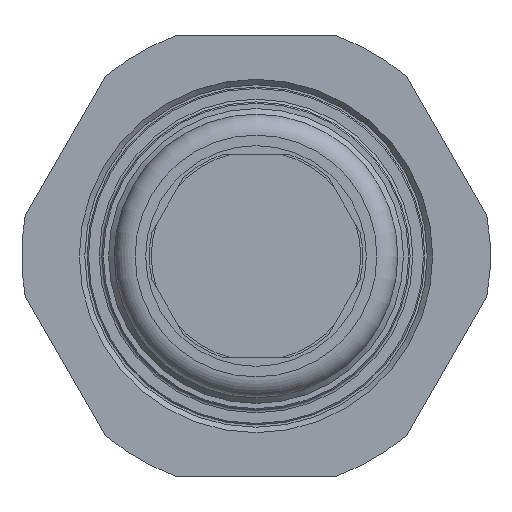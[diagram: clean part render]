
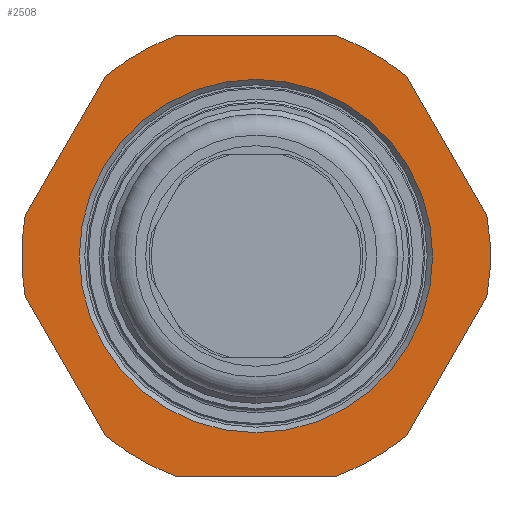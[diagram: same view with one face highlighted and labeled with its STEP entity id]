
A CAD part, front view. The second image highlights one B-rep face of the part: STEP entity #2508.
In plain terms, the highlighted planar face has unit normal (0, -1, 0).
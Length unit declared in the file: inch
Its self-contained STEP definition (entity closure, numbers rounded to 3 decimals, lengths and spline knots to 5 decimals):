
#53=FACE_BOUND('',#762,.T.);
#236=LINE('',#4244,#399);
#237=LINE('',#4248,#400);
#238=LINE('',#4252,#401);
#239=LINE('',#4256,#402);
#240=LINE('',#4260,#403);
#241=LINE('',#4263,#404);
#399=VECTOR('',#3533,0.3937);
#400=VECTOR('',#3536,0.3937);
#401=VECTOR('',#3539,0.3937);
#402=VECTOR('',#3542,0.3937);
#403=VECTOR('',#3545,0.3937);
#404=VECTOR('',#3548,0.3937);
#585=FACE_OUTER_BOUND('',#761,.T.);
#761=EDGE_LOOP('',(#2015,#2016,#2017,#2018,#2019,#2020,#2021,#2022,#2023,
#2024,#2025,#2026));
#762=EDGE_LOOP('',(#2027));
#939=CIRCLE('',#2826,1.3075);
#942=CIRCLE('',#2831,1.735);
#943=CIRCLE('',#2832,1.735);
#944=CIRCLE('',#2833,1.735);
#945=CIRCLE('',#2834,1.735);
#946=CIRCLE('',#2835,1.735);
#947=CIRCLE('',#2836,1.735);
#1133=VERTEX_POINT('',#4230);
#1136=VERTEX_POINT('',#4240);
#1137=VERTEX_POINT('',#4241);
#1138=VERTEX_POINT('',#4243);
#1139=VERTEX_POINT('',#4245);
#1140=VERTEX_POINT('',#4247);
#1141=VERTEX_POINT('',#4249);
#1142=VERTEX_POINT('',#4251);
#1143=VERTEX_POINT('',#4253);
#1144=VERTEX_POINT('',#4255);
#1145=VERTEX_POINT('',#4257);
#1146=VERTEX_POINT('',#4259);
#1147=VERTEX_POINT('',#4261);
#1434=EDGE_CURVE('',#1133,#1133,#939,.T.);
#1439=EDGE_CURVE('',#1136,#1137,#942,.T.);
#1440=EDGE_CURVE('',#1137,#1138,#236,.T.);
#1441=EDGE_CURVE('',#1138,#1139,#943,.T.);
#1442=EDGE_CURVE('',#1139,#1140,#237,.T.);
#1443=EDGE_CURVE('',#1140,#1141,#944,.T.);
#1444=EDGE_CURVE('',#1141,#1142,#238,.T.);
#1445=EDGE_CURVE('',#1142,#1143,#945,.T.);
#1446=EDGE_CURVE('',#1143,#1144,#239,.T.);
#1447=EDGE_CURVE('',#1144,#1145,#946,.T.);
#1448=EDGE_CURVE('',#1145,#1146,#240,.T.);
#1449=EDGE_CURVE('',#1146,#1147,#947,.T.);
#1450=EDGE_CURVE('',#1147,#1136,#241,.T.);
#2015=ORIENTED_EDGE('',*,*,#1439,.T.);
#2016=ORIENTED_EDGE('',*,*,#1440,.T.);
#2017=ORIENTED_EDGE('',*,*,#1441,.T.);
#2018=ORIENTED_EDGE('',*,*,#1442,.T.);
#2019=ORIENTED_EDGE('',*,*,#1443,.T.);
#2020=ORIENTED_EDGE('',*,*,#1444,.T.);
#2021=ORIENTED_EDGE('',*,*,#1445,.T.);
#2022=ORIENTED_EDGE('',*,*,#1446,.T.);
#2023=ORIENTED_EDGE('',*,*,#1447,.T.);
#2024=ORIENTED_EDGE('',*,*,#1448,.T.);
#2025=ORIENTED_EDGE('',*,*,#1449,.T.);
#2026=ORIENTED_EDGE('',*,*,#1450,.T.);
#2027=ORIENTED_EDGE('',*,*,#1434,.F.);
#2215=PLANE('',#2830);
#2508=ADVANCED_FACE('',(#585,#53),#2215,.T.);
#2826=AXIS2_PLACEMENT_3D('',#4231,#3519,#3520);
#2830=AXIS2_PLACEMENT_3D('',#4239,#3529,#3530);
#2831=AXIS2_PLACEMENT_3D('',#4242,#3531,#3532);
#2832=AXIS2_PLACEMENT_3D('',#4246,#3534,#3535);
#2833=AXIS2_PLACEMENT_3D('',#4250,#3537,#3538);
#2834=AXIS2_PLACEMENT_3D('',#4254,#3540,#3541);
#2835=AXIS2_PLACEMENT_3D('',#4258,#3543,#3544);
#2836=AXIS2_PLACEMENT_3D('',#4262,#3546,#3547);
#3519=DIRECTION('center_axis',(0.,-1.,0.));
#3520=DIRECTION('ref_axis',(-1.,0.,0.));
#3529=DIRECTION('center_axis',(0.,-1.,0.));
#3530=DIRECTION('ref_axis',(1.,0.,0.));
#3531=DIRECTION('center_axis',(0.,-1.,0.));
#3532=DIRECTION('ref_axis',(-1.,0.,0.));
#3533=DIRECTION('',(0.5,0.,0.866));
#3534=DIRECTION('center_axis',(0.,-1.,0.));
#3535=DIRECTION('ref_axis',(-1.,0.,0.));
#3536=DIRECTION('',(-0.5,0.,0.866));
#3537=DIRECTION('center_axis',(0.,-1.,0.));
#3538=DIRECTION('ref_axis',(-1.,0.,0.));
#3539=DIRECTION('',(-1.,0.,0.));
#3540=DIRECTION('center_axis',(0.,-1.,0.));
#3541=DIRECTION('ref_axis',(-1.,0.,0.));
#3542=DIRECTION('',(-0.5,0.,-0.866));
#3543=DIRECTION('center_axis',(0.,-1.,0.));
#3544=DIRECTION('ref_axis',(-1.,0.,0.));
#3545=DIRECTION('',(0.5,0.,-0.866));
#3546=DIRECTION('center_axis',(0.,-1.,0.));
#3547=DIRECTION('ref_axis',(-1.,0.,0.));
#3548=DIRECTION('',(1.,0.,0.));
#4230=CARTESIAN_POINT('',(1.3075,-0.435,0.));
#4231=CARTESIAN_POINT('Origin',(0.,-0.435,0.));
#4239=CARTESIAN_POINT('Origin',(0.,-0.435,0.));
#4240=CARTESIAN_POINT('',(0.59441,-0.435,-1.63));
#4241=CARTESIAN_POINT('',(1.11442,-0.435,-1.32978));
#4242=CARTESIAN_POINT('Origin',(0.,-0.435,0.));
#4243=CARTESIAN_POINT('',(1.70883,-0.435,-0.30022));
#4244=CARTESIAN_POINT('',(1.88216,-0.435,0.));
#4245=CARTESIAN_POINT('',(1.70883,-0.435,0.30022));
#4246=CARTESIAN_POINT('Origin',(0.,-0.435,0.));
#4247=CARTESIAN_POINT('',(1.11442,-0.435,1.32978));
#4248=CARTESIAN_POINT('',(0.94108,-0.435,1.63));
#4249=CARTESIAN_POINT('',(0.59441,-0.435,1.63));
#4250=CARTESIAN_POINT('Origin',(0.,-0.435,0.));
#4251=CARTESIAN_POINT('',(-0.59441,-0.435,1.63));
#4252=CARTESIAN_POINT('',(-0.94108,-0.435,1.63));
#4253=CARTESIAN_POINT('',(-1.11442,-0.435,1.32978));
#4254=CARTESIAN_POINT('Origin',(0.,-0.435,0.));
#4255=CARTESIAN_POINT('',(-1.70883,-0.435,0.30022));
#4256=CARTESIAN_POINT('',(-1.88216,-0.435,0.));
#4257=CARTESIAN_POINT('',(-1.70883,-0.435,-0.30022));
#4258=CARTESIAN_POINT('Origin',(0.,-0.435,0.));
#4259=CARTESIAN_POINT('',(-1.11442,-0.435,-1.32978));
#4260=CARTESIAN_POINT('',(-0.94108,-0.435,-1.63));
#4261=CARTESIAN_POINT('',(-0.59441,-0.435,-1.63));
#4262=CARTESIAN_POINT('Origin',(0.,-0.435,0.));
#4263=CARTESIAN_POINT('',(0.94108,-0.435,-1.63));
